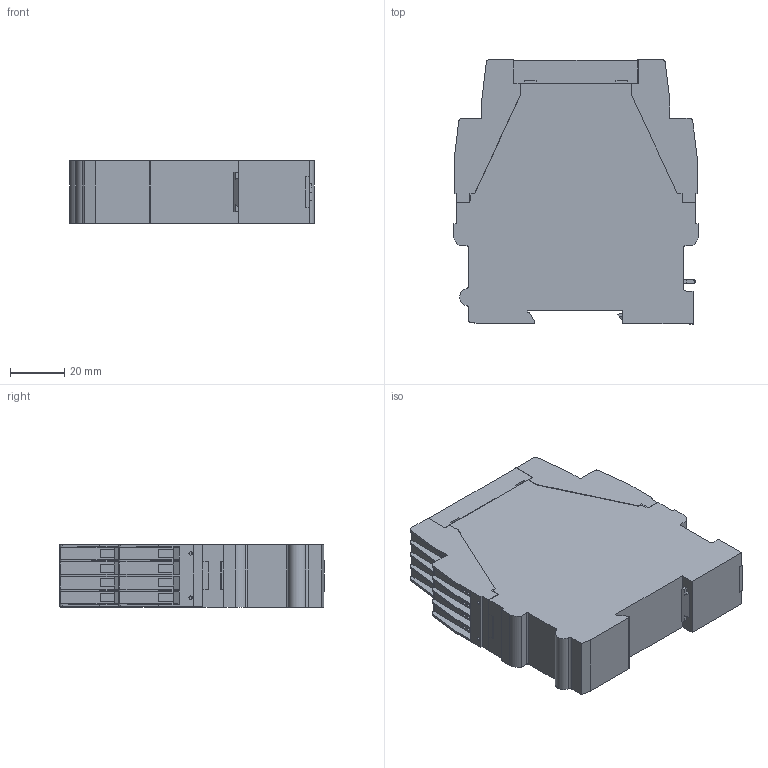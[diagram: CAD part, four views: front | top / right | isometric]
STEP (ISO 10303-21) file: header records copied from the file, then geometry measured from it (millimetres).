
FILE_DESCRIPTION(/* description */ (''),/* implementation_level */ '2;1');
FILE_NAME(/* name */ 'ipf_z3d_ZI535480.stp',/* time_stamp */ '2018-10-25T11:11:49+02:00',/* author */ ('g.aydin'),/* organization */ (''),/* preprocessor_version */ 'ST-DEVELOPER v15.2',/* originating_system */ 'Autodesk Inventor 2014',/* authorisation */ '');
FILE_SCHEMA (('AUTOMOTIVE_DESIGN { 1 0 10303 214 3 1 1 }'));
Length unit declared in the file: millimetre
Products named in the file (1): ipf_z3d_ZI535480
Bounding box: 89.85 x 97.05 x 23.05 mm (x, y, z)
Volume: 173234.5 mm3; surface area: 35192.8 mm2
Topology: 4 solids, 4 shells, 696 faces, 1955 edges, 1292 vertices
Faces by surface type: plane 588, cylinder 82, torus 16, cone 10
Full cylindrical faces by diameter (mm): 1.2 x4, 4.6 x16
Entity records: 22009 total; most frequent: CARTESIAN_POINT 3904, ORIENTED_EDGE 3798, DIRECTION 3658, EDGE_CURVE 1899, LINE 1518, VECTOR 1518, VERTEX_POINT 1272, AXIS2_PLACEMENT_3D 1070
